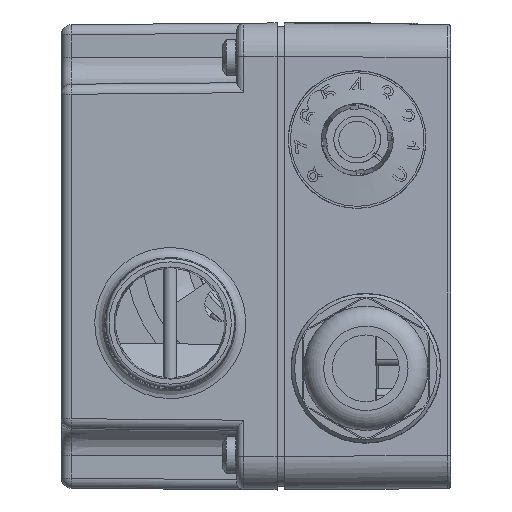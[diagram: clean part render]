
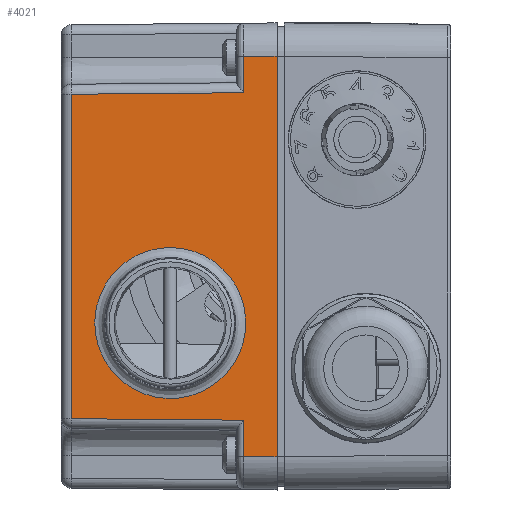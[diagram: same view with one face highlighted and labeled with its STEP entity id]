
A CAD part, left-side view. The second image highlights one B-rep face of the part: STEP entity #4021.
In plain terms, the highlighted planar face has unit normal (-1, 0.009, 0).
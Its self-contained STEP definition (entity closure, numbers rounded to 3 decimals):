
#4021 = ADVANCED_FACE( '', ( #8979, #8980 ), #8981, .T. );
#8979 = FACE_BOUND( '', #16436, .T. );
#8980 = FACE_OUTER_BOUND( '', #16437, .T. );
#8981 = PLANE( '', #16438 );
#16436 = EDGE_LOOP( '', ( #31464 ) );
#16437 = EDGE_LOOP( '', ( #31465, #31466, #31467, #31468, #31469, #31470, #31471, #31472 ) );
#16438 = AXIS2_PLACEMENT_3D( '', #31473, #31474, #31475 );
#31464 = ORIENTED_EDGE( '', *, *, #39601, .T. );
#31465 = ORIENTED_EDGE( '', *, *, #43933, .T. );
#31466 = ORIENTED_EDGE( '', *, *, #43934, .T. );
#31467 = ORIENTED_EDGE( '', *, *, #43935, .T. );
#31468 = ORIENTED_EDGE( '', *, *, #42559, .T. );
#31469 = ORIENTED_EDGE( '', *, *, #43936, .F. );
#31470 = ORIENTED_EDGE( '', *, *, #40312, .T. );
#31471 = ORIENTED_EDGE( '', *, *, #43937, .T. );
#31472 = ORIENTED_EDGE( '', *, *, #43938, .T. );
#31473 = CARTESIAN_POINT( '', ( -39.618, 8.109, -29.967 ) );
#31474 = DIRECTION( '', ( -1., 0.009, 0. ) );
#31475 = DIRECTION( '', ( -0.009, -1., 0. ) );
#39601 = EDGE_CURVE( '', #46072, #46072, #46073, .F. );
#40312 = EDGE_CURVE( '', #47296, #47293, #47297, .T. );
#42559 = EDGE_CURVE( '', #50837, #50835, #50838, .T. );
#43933 = EDGE_CURVE( '', #52704, #52705, #52706, .T. );
#43934 = EDGE_CURVE( '', #52705, #52558, #52707, .T. );
#43935 = EDGE_CURVE( '', #52558, #50837, #52708, .T. );
#43936 = EDGE_CURVE( '', #47296, #50835, #52709, .T. );
#43937 = EDGE_CURVE( '', #47293, #48761, #52710, .T. );
#43938 = EDGE_CURVE( '', #48761, #52704, #52711, .F. );
#46072 = VERTEX_POINT( '', #55719 );
#46073 = ELLIPSE( '', #55720, 11.304, 11.303 );
#47293 = VERTEX_POINT( '', #57971 );
#47296 = VERTEX_POINT( '', #57987 );
#47297 = LINE( '', #57988, #57989 );
#48761 = VERTEX_POINT( '', #61322 );
#50835 = VERTEX_POINT( '', #66441 );
#50837 = VERTEX_POINT( '', #66452 );
#50838 = LINE( '', #66453, #66454 );
#52558 = VERTEX_POINT( '', #70734 );
#52704 = VERTEX_POINT( '', #71110 );
#52705 = VERTEX_POINT( '', #71111 );
#52706 = LINE( '', #71112, #71113 );
#52707 = LINE( '', #71114, #71115 );
#52708 = LINE( '', #71116, #71117 );
#52709 = LINE( '', #71118, #71119 );
#52710 = LINE( '', #71120, #71121 );
#52711 = LINE( '', #71122, #71123 );
#55719 = CARTESIAN_POINT( '', ( -39.38, 35.4, -9.967 ) );
#55720 = AXIS2_PLACEMENT_3D( '', #74924, #74925, #74926 );
#57971 = CARTESIAN_POINT( '', ( -39.575, 13.118, 24.515 ) );
#57987 = CARTESIAN_POINT( '', ( -39.575, 13.118, 29.967 ) );
#57988 = CARTESIAN_POINT( '', ( -39.575, 13.118, -29.967 ) );
#57989 = VECTOR( '', #75878, 1000. );
#61322 = CARTESIAN_POINT( '', ( -39.349, 38.922, 24.29 ) );
#66441 = CARTESIAN_POINT( '', ( -39.618, 8.109, 29.967 ) );
#66452 = CARTESIAN_POINT( '', ( -39.618, 8.109, -29.967 ) );
#66453 = CARTESIAN_POINT( '', ( -39.618, 8.109, -29.967 ) );
#66454 = VECTOR( '', #78366, 1000. );
#70734 = CARTESIAN_POINT( '', ( -39.575, 13.118, -29.967 ) );
#71110 = CARTESIAN_POINT( '', ( -39.349, 38.922, -24.29 ) );
#71111 = CARTESIAN_POINT( '', ( -39.575, 13.118, -24.515 ) );
#71112 = CARTESIAN_POINT( '', ( -39.619, 8.062, -24.559 ) );
#71113 = VECTOR( '', #79823, 1000. );
#71114 = CARTESIAN_POINT( '', ( -39.575, 13.118, -29.967 ) );
#71115 = VECTOR( '', #79824, 1000. );
#71116 = CARTESIAN_POINT( '', ( -39.618, 8.109, -29.967 ) );
#71117 = VECTOR( '', #79825, 1000. );
#71118 = CARTESIAN_POINT( '', ( -39.618, 8.109, 29.967 ) );
#71119 = VECTOR( '', #79826, 1000. );
#71120 = CARTESIAN_POINT( '', ( -39.337, 40.396, 24.277 ) );
#71121 = VECTOR( '', #79827, 1000. );
#71122 = CARTESIAN_POINT( '', ( -39.349, 38.922, -25.777 ) );
#71123 = VECTOR( '', #79828, 1000. );
#74924 = CARTESIAN_POINT( '', ( -39.479, 24.097, -9.967 ) );
#74925 = DIRECTION( '', ( -1., 0.009, 0. ) );
#74926 = DIRECTION( '', ( 0.009, 1., 0. ) );
#75878 = DIRECTION( '', ( 0., 0., -1. ) );
#78366 = DIRECTION( '', ( 0., 0., 1. ) );
#79823 = DIRECTION( '', ( -0.009, -1., -0.009 ) );
#79824 = DIRECTION( '', ( 0., 0., -1. ) );
#79825 = DIRECTION( '', ( -0.009, -1., 0. ) );
#79826 = DIRECTION( '', ( -0.009, -1., 0. ) );
#79827 = DIRECTION( '', ( 0.009, 1., -0.009 ) );
#79828 = DIRECTION( '', ( 0., 0., 1. ) );
